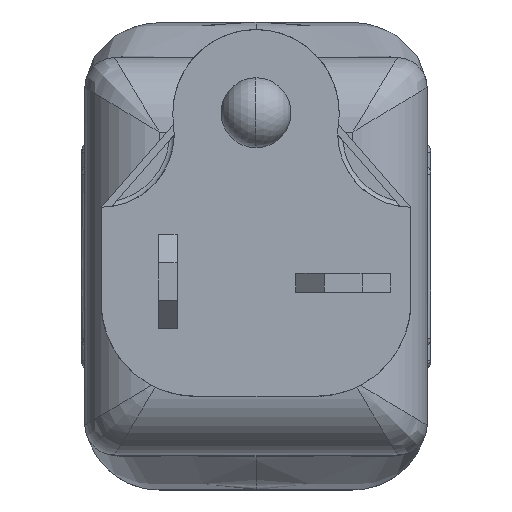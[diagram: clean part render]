
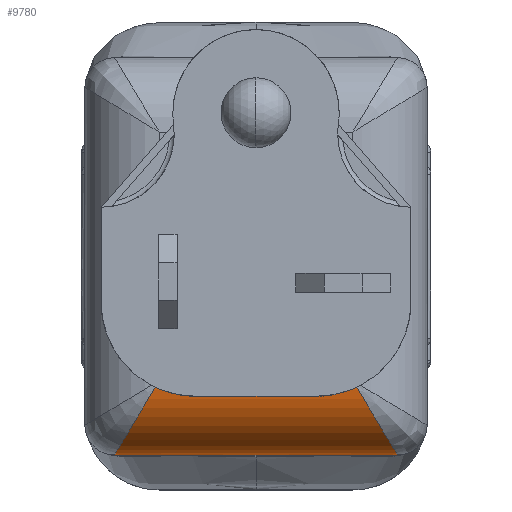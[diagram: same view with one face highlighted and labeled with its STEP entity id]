
A CAD part, left-side view. The second image highlights one B-rep face of the part: STEP entity #9780.
In plain terms, the highlighted cylindrical face has radius 5 mm (diameter 10 mm), a partial arc.
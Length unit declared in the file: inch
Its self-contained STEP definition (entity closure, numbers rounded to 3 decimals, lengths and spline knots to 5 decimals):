
#113 = LINE ( 'NONE', #3167, #3049 ) ;
#432 = DIRECTION ( 'NONE',  ( 0., 1., 0. ) ) ;
#438 =( BOUNDED_CURVE ( )  B_SPLINE_CURVE ( 3, ( #11910, #4802, #9908, #7922 ),
 .UNSPECIFIED., .F., .F. ) 
 B_SPLINE_CURVE_WITH_KNOTS ( ( 4, 4 ),
 ( 0., 1.5708 ),
 .UNSPECIFIED. ) 
 CURVE ( )  GEOMETRIC_REPRESENTATION_ITEM ( )  RATIONAL_B_SPLINE_CURVE ( ( 1., 0.805, 0.805, 1. ) ) 
 REPRESENTATION_ITEM ( '' )  );
#590 = CARTESIAN_POINT ( 'NONE',  ( 0.52559, -0.37402, -1.9685 ) ) ;
#1552 = VECTOR ( 'NONE', #9617, 39.37008 ) ;
#2593 = CARTESIAN_POINT ( 'NONE',  ( 0.52559, 0., -1.9685 ) ) ;
#2647 = VERTEX_POINT ( 'NONE', #7184 ) ;
#3049 = VECTOR ( 'NONE', #432, 39.37008 ) ;
#3167 = CARTESIAN_POINT ( 'NONE',  ( 0.52559, 0.37402, -1.9685 ) ) ;
#3301 = EDGE_CURVE ( 'NONE', #13025, #2647, #12475, .T. ) ;
#4584 = CARTESIAN_POINT ( 'NONE',  ( 0.52559, 0.37402, -2.08382 ) ) ;
#4802 = CARTESIAN_POINT ( 'NONE',  ( 0.52559, -0.37402, -2.08382 ) ) ;
#5022 = ORIENTED_EDGE ( 'NONE', *, *, #3301, .F. ) ;
#5218 = CARTESIAN_POINT ( 'NONE',  ( 0.32874, -0.25591, -2.16535 ) ) ;
#5392 = CARTESIAN_POINT ( 'NONE',  ( 0.52559, 0.37402, -1.9685 ) ) ;
#5533 = AXIS2_PLACEMENT_3D ( 'NONE', #7629, #10805, #8625 ) ;
#5593 = CARTESIAN_POINT ( 'NONE',  ( 0.32874, 0.25591, -2.16535 ) ) ;
#5703 = CYLINDRICAL_SURFACE ( 'NONE', #5533, 0.19685 ) ;
#5813 = EDGE_CURVE ( 'NONE', #2647, #11419, #12686, .T. ) ;
#5926 = DIRECTION ( 'NONE',  ( 0., 1., 0. ) ) ;
#7184 = CARTESIAN_POINT ( 'NONE',  ( 0.32874, 0.25591, -2.16535 ) ) ;
#7238 = EDGE_CURVE ( 'NONE', #9794, #8172, #113, .T. ) ;
#7352 = CARTESIAN_POINT ( 'NONE',  ( 0.32874, -0.37402, -2.16535 ) ) ;
#7429 = EDGE_LOOP ( 'NONE', ( #10085, #9702, #5022, #7862, #10947 ) ) ;
#7629 = CARTESIAN_POINT ( 'NONE',  ( 0.32874, 0.37402, -1.9685 ) ) ;
#7862 = ORIENTED_EDGE ( 'NONE', *, *, #8976, .F. ) ;
#7922 = CARTESIAN_POINT ( 'NONE',  ( 0.32874, -0.25591, -2.16535 ) ) ;
#8172 = VERTEX_POINT ( 'NONE', #2593 ) ;
#8575 = CARTESIAN_POINT ( 'NONE',  ( 0.44405, 0.32509, -2.16535 ) ) ;
#8625 = DIRECTION ( 'NONE',  ( -1., 0., 0. ) ) ;
#8976 = EDGE_CURVE ( 'NONE', #8172, #13025, #10713, .T. ) ;
#9617 = DIRECTION ( 'NONE',  ( 0., -1., 0. ) ) ;
#9702 = ORIENTED_EDGE ( 'NONE', *, *, #5813, .F. ) ;
#9780 = ADVANCED_FACE ( 'NONE', ( #10620 ), #5703, .T. ) ;
#9794 = VERTEX_POINT ( 'NONE', #590 ) ;
#9908 = CARTESIAN_POINT ( 'NONE',  ( 0.44405, -0.32509, -2.16535 ) ) ;
#10085 = ORIENTED_EDGE ( 'NONE', *, *, #10096, .T. ) ;
#10096 = EDGE_CURVE ( 'NONE', #9794, #11419, #438, .T. ) ;
#10620 = FACE_OUTER_BOUND ( 'NONE', #7429, .T. ) ;
#10713 = LINE ( 'NONE', #11715, #12948 ) ;
#10805 = DIRECTION ( 'NONE',  ( 0., 1., 0. ) ) ;
#10947 = ORIENTED_EDGE ( 'NONE', *, *, #7238, .F. ) ;
#11419 = VERTEX_POINT ( 'NONE', #5218 ) ;
#11715 = CARTESIAN_POINT ( 'NONE',  ( 0.52559, 0.37402, -1.9685 ) ) ;
#11910 = CARTESIAN_POINT ( 'NONE',  ( 0.52559, -0.37402, -1.9685 ) ) ;
#12037 = CARTESIAN_POINT ( 'NONE',  ( 0.52559, 0.37402, -1.9685 ) ) ;
#12475 =( BOUNDED_CURVE ( )  B_SPLINE_CURVE ( 3, ( #5392, #4584, #8575, #5593 ),
 .UNSPECIFIED., .F., .F. ) 
 B_SPLINE_CURVE_WITH_KNOTS ( ( 4, 4 ),
 ( 0., 1.5708 ),
 .UNSPECIFIED. ) 
 CURVE ( )  GEOMETRIC_REPRESENTATION_ITEM ( )  RATIONAL_B_SPLINE_CURVE ( ( 1., 0.805, 0.805, 1. ) ) 
 REPRESENTATION_ITEM ( '' )  );
#12686 = LINE ( 'NONE', #7352, #1552 ) ;
#12948 = VECTOR ( 'NONE', #5926, 39.37008 ) ;
#13025 = VERTEX_POINT ( 'NONE', #12037 ) ;
